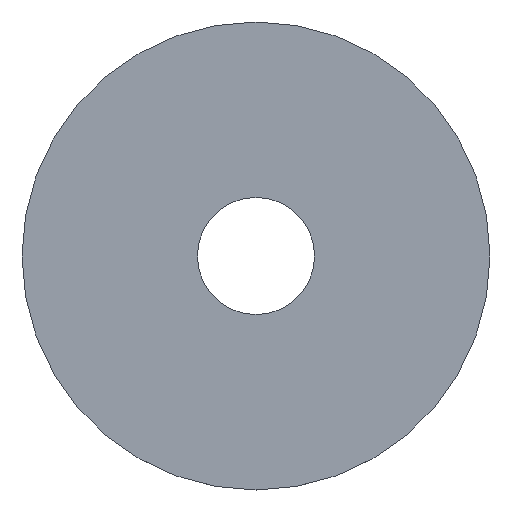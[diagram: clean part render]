
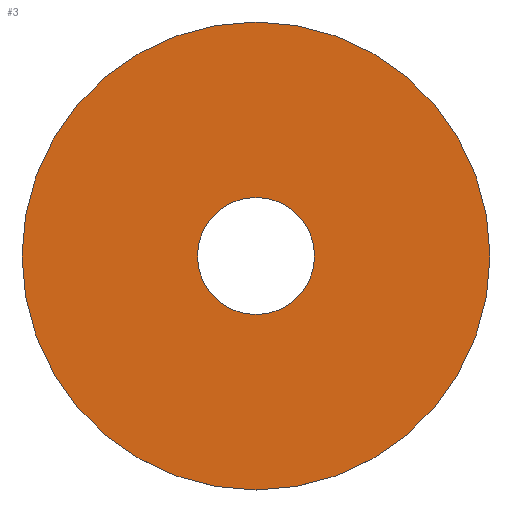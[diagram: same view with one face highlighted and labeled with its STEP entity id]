
A CAD part, top view. The second image highlights one B-rep face of the part: STEP entity #3.
In plain terms, the highlighted planar face has unit normal (0, 0, 1).
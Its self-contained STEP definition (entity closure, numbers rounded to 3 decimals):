
#3 = ADVANCED_FACE ( 'NONE', ( #46, #115 ), #130, .T. ) ;
#4 = EDGE_LOOP ( 'NONE', ( #162 ) ) ;
#6 = EDGE_CURVE ( 'NONE', #78, #78, #29, .T. ) ;
#9 = DIRECTION ( 'NONE',  ( 0., 0., -1. ) ) ;
#19 = CARTESIAN_POINT ( 'NONE',  ( 0., 0., 0.5 ) ) ;
#20 = AXIS2_PLACEMENT_3D ( 'NONE', #19, #9, #21 ) ;
#21 = DIRECTION ( 'NONE',  ( 0., 1., 0. ) ) ;
#27 = ORIENTED_EDGE ( 'NONE', *, *, #6, .T. ) ;
#28 = CARTESIAN_POINT ( 'NONE',  ( 0., 5., 0.5 ) ) ;
#29 = CIRCLE ( 'NONE', #20, 5. ) ;
#32 = DIRECTION ( 'NONE',  ( 0., -1., 0. ) ) ;
#46 = FACE_BOUND ( 'NONE', #129, .T. ) ;
#48 = AXIS2_PLACEMENT_3D ( 'NONE', #80, #152, #51 ) ;
#51 = DIRECTION ( 'NONE',  ( 0., 1., 0. ) ) ;
#73 = AXIS2_PLACEMENT_3D ( 'NONE', #28, #74, #32 ) ;
#74 = DIRECTION ( 'NONE',  ( 0., 0., 1. ) ) ;
#78 = VERTEX_POINT ( 'NONE', #137 ) ;
#80 = CARTESIAN_POINT ( 'NONE',  ( 0., 0., 0.5 ) ) ;
#109 = CARTESIAN_POINT ( 'NONE',  ( 0., 20., 0.5 ) ) ;
#115 = FACE_OUTER_BOUND ( 'NONE', #4, .T. ) ;
#124 = VERTEX_POINT ( 'NONE', #109 ) ;
#126 = EDGE_CURVE ( 'NONE', #124, #124, #156, .T. ) ;
#129 = EDGE_LOOP ( 'NONE', ( #27 ) ) ;
#130 = PLANE ( 'NONE',  #73 ) ;
#137 = CARTESIAN_POINT ( 'NONE',  ( 0., 5., 0.5 ) ) ;
#152 = DIRECTION ( 'NONE',  ( 0., 0., -1. ) ) ;
#156 = CIRCLE ( 'NONE', #48, 20. ) ;
#162 = ORIENTED_EDGE ( 'NONE', *, *, #126, .F. ) ;
